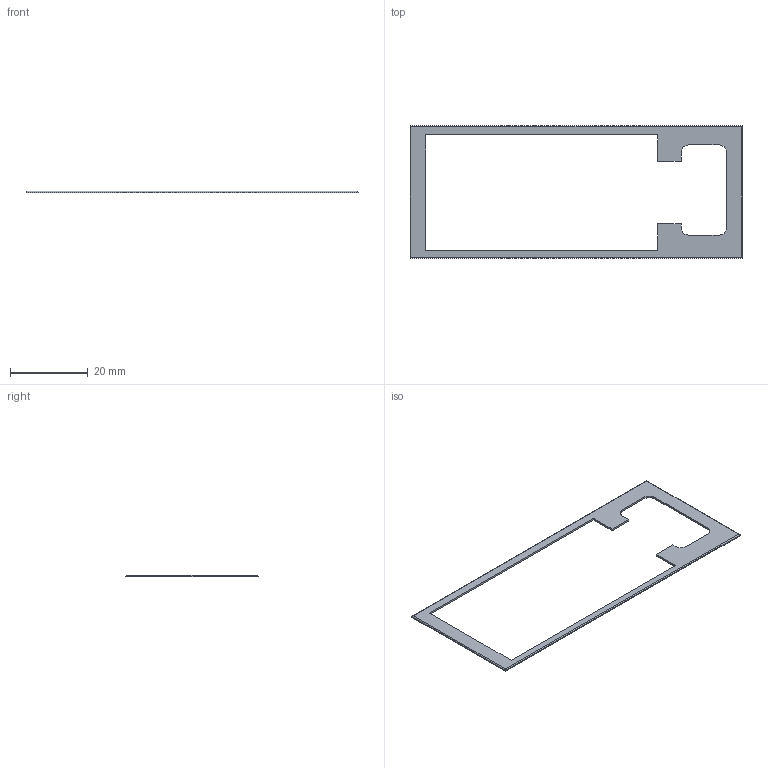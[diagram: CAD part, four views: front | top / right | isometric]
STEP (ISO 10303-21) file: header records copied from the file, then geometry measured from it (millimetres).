
FILE_DESCRIPTION(/* description */ ('KiCad electronic assembly'),/* implementation_level */ '2;1');
FILE_NAME(/* name */ 'MiniKindle Part 3.step',/* time_stamp */ '2026-02-22T16:16:08-05:00',/* author */ (''),/* organization */ (''),/* preprocessor_version */ 'ST-DEVELOPER v20.1',/* originating_system */ 'Autodesk Translation Framework v14.24.0.0',/* authorisation */ '');
FILE_SCHEMA (('AUTOMOTIVE_DESIGN { 1 0 10303 214 3 1 1 }'));
Length unit declared in the file: millimetre
Products named in the file (1): Mini Kindle 1
Bounding box: 85.5 x 34 x 0.5 mm (x, y, z)
Volume: 377.7 mm3; surface area: 1730.2 mm2
Topology: 1 solids, 1 shells, 26 faces, 68 edges, 44 vertices
Faces by surface type: plane 18, cylinder 8
Entity records: 818 total; most frequent: CARTESIAN_POINT 139, ORIENTED_EDGE 136, DIRECTION 134, EDGE_CURVE 68, LINE 56, VECTOR 56, VERTEX_POINT 44, AXIS2_PLACEMENT_3D 39
